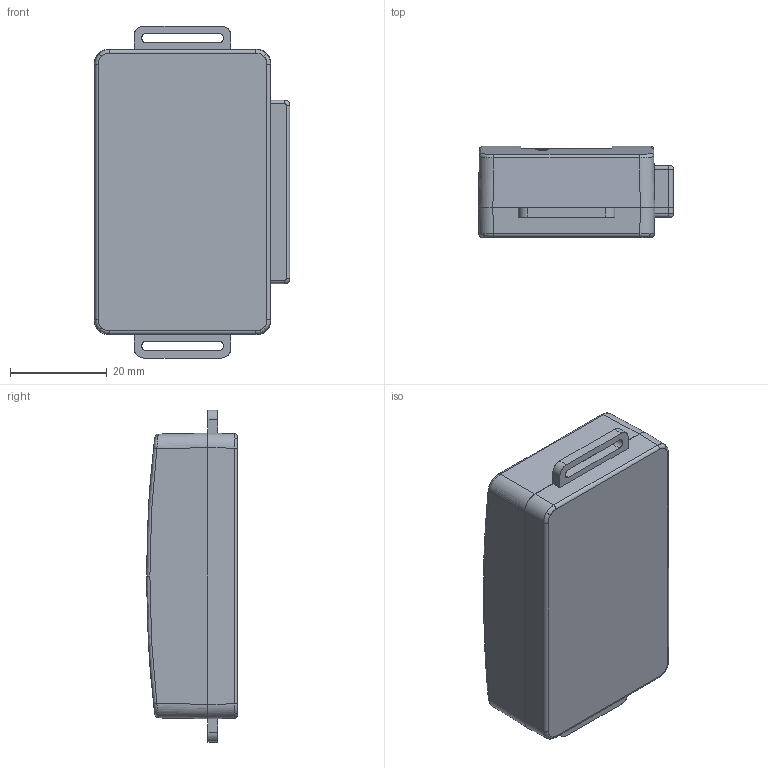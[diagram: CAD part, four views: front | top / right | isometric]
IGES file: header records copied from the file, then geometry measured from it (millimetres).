
Start section: SolidWorks IGES file using analytic representation for surfaces
Global section: file name: KM 12.IGS; native system: SolidWorks 2009; preprocessor: SolidWorks 2009; author: user; date: 100708.113311; units: millimetre
Bounding box: 40.4 x 18.8 x 68.7 mm (x, y, z)
Surface area: 15743.7 mm2 (no closed solid volume)
Topology: 0 solids, 0 shells, 223 faces, 2714 edges, 2714 vertices
Faces by surface type: bspline 139, revolution 84
